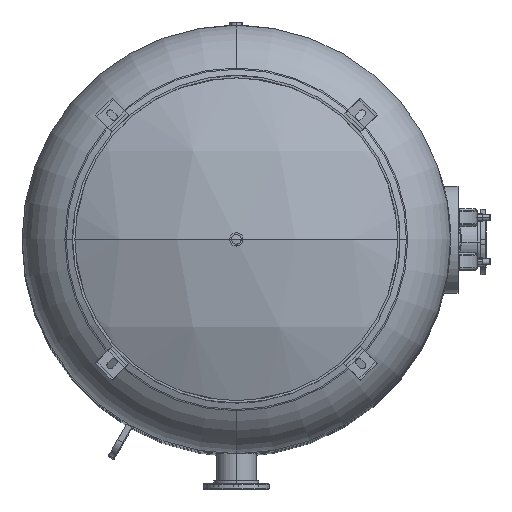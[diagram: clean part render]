
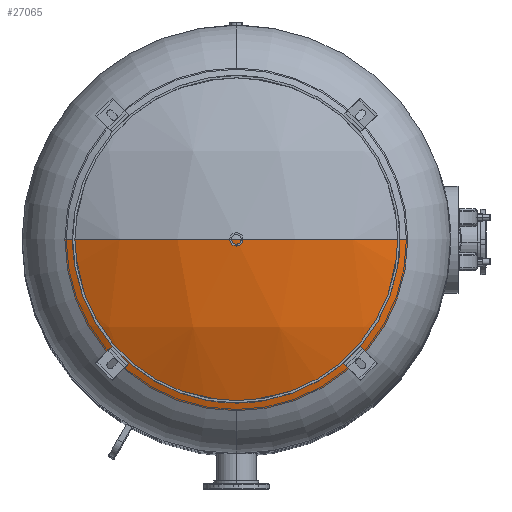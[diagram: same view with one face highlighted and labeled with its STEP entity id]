
A CAD part, top view. The second image highlights one B-rep face of the part: STEP entity #27065.
In plain terms, the highlighted spherical face has radius 1645.92 mm.
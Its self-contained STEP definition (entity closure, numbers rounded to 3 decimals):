
#645 = VERTEX_POINT ( 'NONE', #31409 ) ;
#1712 = EDGE_CURVE ( 'NONE', #2816, #26014, #30531, .T. ) ;
#2756 = ORIENTED_EDGE ( 'NONE', *, *, #10637, .F. ) ;
#2816 = VERTEX_POINT ( 'NONE', #4873 ) ;
#4450 = CIRCLE ( 'NONE', #5564, 1645.92 ) ;
#4873 = CARTESIAN_POINT ( 'NONE',  ( 731.52, 0., 3702.006 ) ) ;
#5564 = AXIS2_PLACEMENT_3D ( 'NONE', #15193, #20632, #15373 ) ;
#10637 = EDGE_CURVE ( 'NONE', #16047, #2816, #14580, .T. ) ;
#10927 = CIRCLE ( 'NONE', #15915, 731.52 ) ;
#11133 = ORIENTED_EDGE ( 'NONE', *, *, #14867, .F. ) ;
#12035 = CARTESIAN_POINT ( 'NONE',  ( 0., -731.52, 3702.006 ) ) ;
#13065 = DIRECTION ( 'NONE',  ( 0., 1., 0. ) ) ;
#14580 = CIRCLE ( 'NONE', #24610, 1645.92 ) ;
#14837 = DIRECTION ( 'NONE',  ( 0., 0., 1. ) ) ;
#14867 = EDGE_CURVE ( 'NONE', #26014, #645, #10927, .T. ) ;
#15193 = CARTESIAN_POINT ( 'NONE',  ( 0., 0., 2227.58 ) ) ;
#15373 = DIRECTION ( 'NONE',  ( 0., 0., -1. ) ) ;
#15915 = AXIS2_PLACEMENT_3D ( 'NONE', #24004, #23502, #34360 ) ;
#16047 = VERTEX_POINT ( 'NONE', #20304 ) ;
#19628 = DIRECTION ( 'NONE',  ( 0., -1., 0. ) ) ;
#20304 = CARTESIAN_POINT ( 'NONE',  ( 0., 0., 3873.5 ) ) ;
#20632 = DIRECTION ( 'NONE',  ( 0., -1., 0. ) ) ;
#20758 = CARTESIAN_POINT ( 'NONE',  ( 0., 0., 3702.006 ) ) ;
#22073 = DIRECTION ( 'NONE',  ( 1., 0., 0. ) ) ;
#22506 = CARTESIAN_POINT ( 'NONE',  ( 0., 0., 2227.58 ) ) ;
#23502 = DIRECTION ( 'NONE',  ( 0., 0., -1. ) ) ;
#24004 = CARTESIAN_POINT ( 'NONE',  ( 0., 0., 3702.006 ) ) ;
#24132 = ORIENTED_EDGE ( 'NONE', *, *, #1712, .F. ) ;
#24610 = AXIS2_PLACEMENT_3D ( 'NONE', #22506, #33192, #14837 ) ;
#25025 = FACE_OUTER_BOUND ( 'NONE', #31527, .T. ) ;
#25976 = ORIENTED_EDGE ( 'NONE', *, *, #27494, .T. ) ;
#26014 = VERTEX_POINT ( 'NONE', #12035 ) ;
#27065 = ADVANCED_FACE ( 'NONE', ( #25025 ), #30619, .T. ) ;
#27173 = AXIS2_PLACEMENT_3D ( 'NONE', #20758, #31423, #13065 ) ;
#27494 = EDGE_CURVE ( 'NONE', #16047, #645, #4450, .T. ) ;
#27985 = CARTESIAN_POINT ( 'NONE',  ( 0., 0., 2227.58 ) ) ;
#30531 = CIRCLE ( 'NONE', #27173, 731.52 ) ;
#30619 = SPHERICAL_SURFACE ( 'NONE', #32854, 1645.92 ) ;
#31409 = CARTESIAN_POINT ( 'NONE',  ( -731.52, 0., 3702.006 ) ) ;
#31423 = DIRECTION ( 'NONE',  ( 0., 0., -1. ) ) ;
#31527 = EDGE_LOOP ( 'NONE', ( #2756, #25976, #11133, #24132 ) ) ;
#32854 = AXIS2_PLACEMENT_3D ( 'NONE', #27985, #19628, #22073 ) ;
#33192 = DIRECTION ( 'NONE',  ( 0., 1., 0. ) ) ;
#34360 = DIRECTION ( 'NONE',  ( 0., 1., 0. ) ) ;
